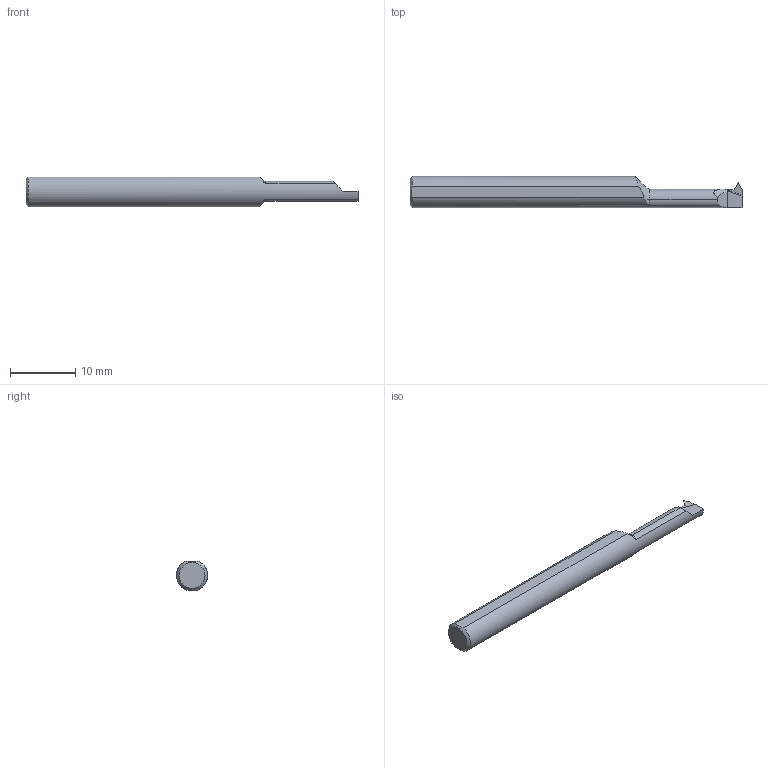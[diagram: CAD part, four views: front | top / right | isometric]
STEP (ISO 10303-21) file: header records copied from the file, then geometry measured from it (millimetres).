
FILE_DESCRIPTION (( 'STEP AP203' ), '1' );
FILE_NAME ('230682-TTQ150500.STEP', '2025-04-18T19:03:36', ( '' ), ( '' ), 'SwSTEP 2.0', 'SolidWorks 2024', '' );
FILE_SCHEMA (( 'CONFIG_CONTROL_DESIGN' ));
Length unit declared in the file: inch
Products named in the file (1): 230682-TTQ150500
Bounding box: 50.8 x 4.75 x 4.58 mm (x, y, z)
Volume: 718.1 mm3; surface area: 692.5 mm2
Topology: 1 solids, 1 shells, 29 faces, 77 edges, 50 vertices
Faces by surface type: plane 14, cylinder 6, cone 6, torus 3
Entity records: 1046 total; most frequent: CARTESIAN_POINT 293, ORIENTED_EDGE 154, DIRECTION 127, EDGE_CURVE 77, VERTEX_POINT 50, AXIS2_PLACEMENT_3D 46, VECTOR 35, LINE 35
